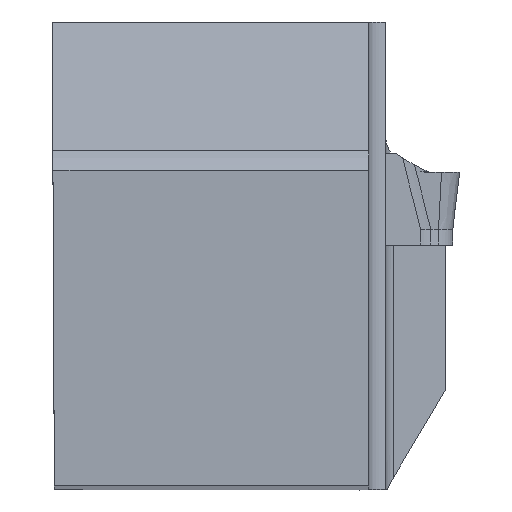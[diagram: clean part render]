
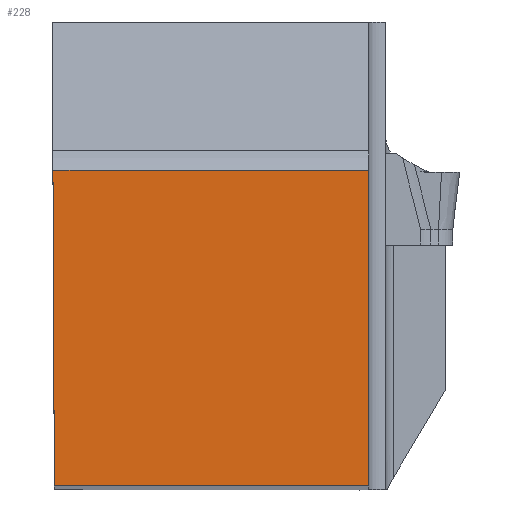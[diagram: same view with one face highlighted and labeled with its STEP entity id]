
A CAD part, top view. The second image highlights one B-rep face of the part: STEP entity #228.
In plain terms, the highlighted planar face has unit normal (0, 0, 1).
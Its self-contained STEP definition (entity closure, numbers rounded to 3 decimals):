
#228=ADVANCED_FACE('CU_BACK_SU1',(#348),#301,.F.);
#301=PLANE('',#1607);
#348=FACE_OUTER_BOUND('',#426,.T.);
#426=EDGE_LOOP('',(#636,#637,#638,#639));
#636=ORIENTED_EDGE('',*,*,#1085,.T.);
#637=ORIENTED_EDGE('',*,*,#1092,.F.);
#638=ORIENTED_EDGE('',*,*,#1097,.T.);
#639=ORIENTED_EDGE('',*,*,#1089,.T.);
#943=VERTEX_POINT('',#2153);
#944=VERTEX_POINT('',#2155);
#947=VERTEX_POINT('',#2163);
#949=VERTEX_POINT('',#2168);
#1085=EDGE_CURVE('',#944,#943,#1278,.T.);
#1089=EDGE_CURVE('',#947,#944,#1281,.T.);
#1092=EDGE_CURVE('',#949,#943,#1284,.T.);
#1097=EDGE_CURVE('',#949,#947,#1288,.T.);
#1278=LINE('',#2154,#1409);
#1281=LINE('',#2162,#1412);
#1284=LINE('',#2169,#1415);
#1288=LINE('',#2176,#1419);
#1409=VECTOR('',#1767,1.);
#1412=VECTOR('',#1774,1.);
#1415=VECTOR('',#1779,1.);
#1419=VECTOR('',#1787,1.);
#1607=AXIS2_PLACEMENT_3D('',#2207,#1825,#1826);
#1767=DIRECTION('',(1.,0.,0.));
#1774=DIRECTION('',(0.004,-1.,0.));
#1779=DIRECTION('',(0.,-1.,0.));
#1787=DIRECTION('',(-1.,0.,0.));
#1825=DIRECTION('',(0.,0.,-1.));
#1826=DIRECTION('',(0.,-1.,0.));
#2153=CARTESIAN_POINT('',(19.875,0.,0.));
#2154=CARTESIAN_POINT('',(-22.994,0.,0.));
#2155=CARTESIAN_POINT('',(0.087,0.,0.));
#2162=CARTESIAN_POINT('',(-0.088,39.975,0.));
#2163=CARTESIAN_POINT('',(0.,19.875,0.));
#2168=CARTESIAN_POINT('',(19.875,19.875,0.));
#2169=CARTESIAN_POINT('',(19.875,39.875,0.));
#2176=CARTESIAN_POINT('',(-22.994,19.875,0.));
#2207=CARTESIAN_POINT('',(-22.994,39.875,0.));
